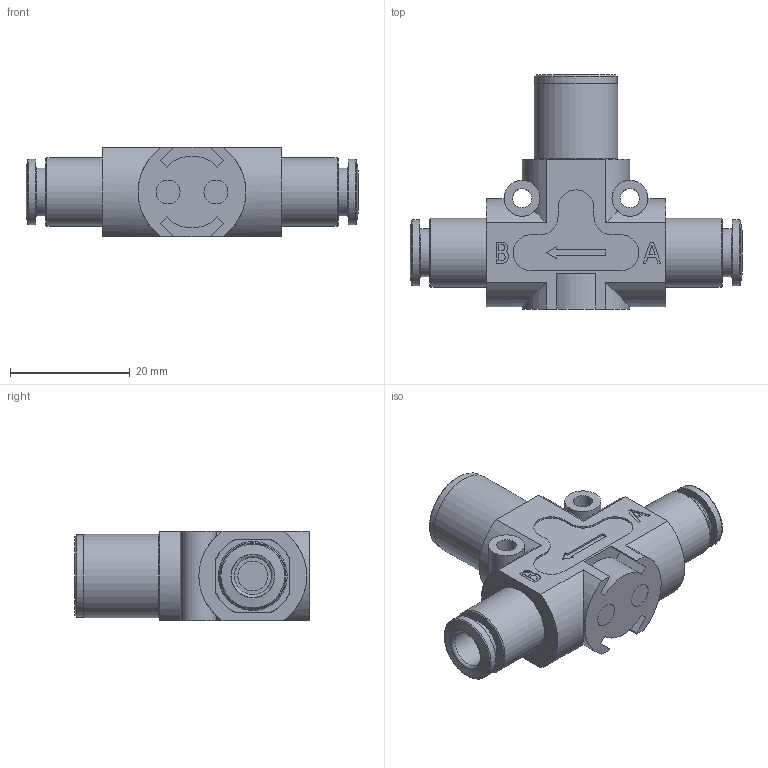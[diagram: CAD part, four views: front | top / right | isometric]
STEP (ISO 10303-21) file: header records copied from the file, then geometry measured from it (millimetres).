
FILE_DESCRIPTION( ( 'STEP AP214' ), '1' );
FILE_NAME( '551.131.D6.D6.XX_(1_D6_D6).stp', '2021-10-01T17:20:45', ( 'License CC BY-ND 4.0' ), ( 'CADENAS' ), ' ', 'PARTsolutions', ' ' );
FILE_SCHEMA( ( 'AUTOMOTIVE_DESIGN { 1 0 10303 214 1 1 1 1 }' ) );
Length unit declared in the file: millimetre
Products named in the file (4): 551.131.D6.D6.XX_(1_D6_D6); _techofun_body_1; _551KD6; _blocking valve
Assembly tree (4 placements, depth 2):
  551.131.D6.D6.XX_(1_D6_D6)
    _techofun_body_1
    _551KD6  x2
    _blocking valve
Bounding box: 55.4 x 39.1 x 15 mm (x, y, z)
Volume: 12272.2 mm3; surface area: 8420.1 mm2
Topology: 4 solids, 4 shells, 279 faces, 666 edges, 428 vertices
Faces by surface type: plane 182, cylinder 79, cone 8, torus 8, sphere 2
Full cylindrical faces by diameter (mm): 3.2 x2, 4 x2, 4.134 x1, 5 x2, 6 x2, 6.2 x2, 8 x2, 10 x2, 11 x2, 11.5 x2, 12.3 x6, 13.7 x1, 14 x1
Entity records: 9302 total; most frequent: CARTESIAN_POINT 1474, DIRECTION 1216, ORIENTED_EDGE 1130, EDGE_CURVE 565, AXIS2_PLACEMENT_3D 410, LINE 396, VECTOR 396, VERTEX_POINT 386
